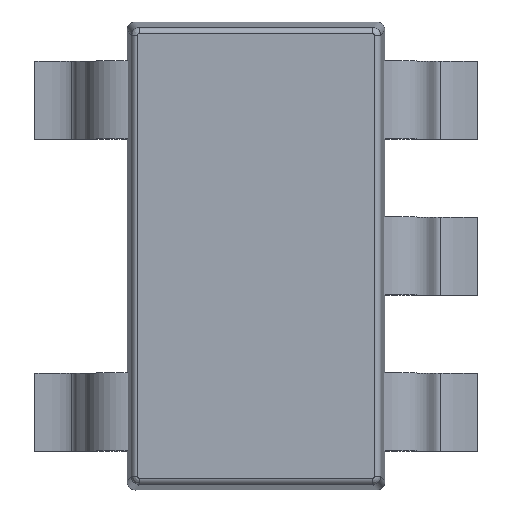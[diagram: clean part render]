
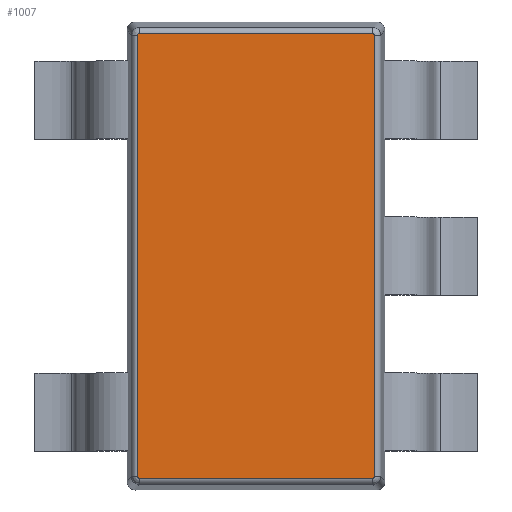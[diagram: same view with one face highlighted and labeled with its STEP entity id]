
A CAD part, top view. The second image highlights one B-rep face of the part: STEP entity #1007.
In plain terms, the highlighted planar face has unit normal (0, 0, 1).
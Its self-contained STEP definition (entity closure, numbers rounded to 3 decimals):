
#64=ELLIPSE('',#1096,0.011,0.01);
#65=ELLIPSE('',#1097,0.011,0.01);
#66=ELLIPSE('',#1098,0.011,0.01);
#67=ELLIPSE('',#1099,0.011,0.01);
#146=FACE_OUTER_BOUND('',#215,.T.);
#215=EDGE_LOOP('',(#731,#732,#733,#734,#735,#736,#737,#738));
#296=LINE('',#1560,#377);
#297=LINE('',#1564,#378);
#298=LINE('',#1568,#379);
#299=LINE('',#1572,#380);
#377=VECTOR('',#1213,10.);
#378=VECTOR('',#1216,10.);
#379=VECTOR('',#1219,10.);
#380=VECTOR('',#1222,10.);
#454=VERTEX_POINT('',#1558);
#455=VERTEX_POINT('',#1559);
#456=VERTEX_POINT('',#1561);
#457=VERTEX_POINT('',#1563);
#458=VERTEX_POINT('',#1565);
#459=VERTEX_POINT('',#1567);
#460=VERTEX_POINT('',#1569);
#461=VERTEX_POINT('',#1571);
#560=EDGE_CURVE('',#454,#455,#296,.T.);
#561=EDGE_CURVE('',#455,#456,#64,.T.);
#562=EDGE_CURVE('',#456,#457,#297,.T.);
#563=EDGE_CURVE('',#457,#458,#65,.T.);
#564=EDGE_CURVE('',#459,#458,#298,.T.);
#565=EDGE_CURVE('',#459,#460,#66,.T.);
#566=EDGE_CURVE('',#460,#461,#299,.T.);
#567=EDGE_CURVE('',#461,#454,#67,.T.);
#731=ORIENTED_EDGE('',*,*,#560,.T.);
#732=ORIENTED_EDGE('',*,*,#561,.T.);
#733=ORIENTED_EDGE('',*,*,#562,.T.);
#734=ORIENTED_EDGE('',*,*,#563,.T.);
#735=ORIENTED_EDGE('',*,*,#564,.F.);
#736=ORIENTED_EDGE('',*,*,#565,.T.);
#737=ORIENTED_EDGE('',*,*,#566,.T.);
#738=ORIENTED_EDGE('',*,*,#567,.T.);
#969=PLANE('',#1095);
#1007=ADVANCED_FACE('',(#146),#969,.T.);
#1095=AXIS2_PLACEMENT_3D('',#1557,#1211,#1212);
#1096=AXIS2_PLACEMENT_3D('',#1562,#1214,#1215);
#1097=AXIS2_PLACEMENT_3D('',#1566,#1217,#1218);
#1098=AXIS2_PLACEMENT_3D('',#1570,#1220,#1221);
#1099=AXIS2_PLACEMENT_3D('',#1573,#1223,#1224);
#1211=DIRECTION('center_axis',(0.,0.,1.));
#1212=DIRECTION('ref_axis',(-1.,0.,0.));
#1213=DIRECTION('',(0.,-1.,0.));
#1214=DIRECTION('center_axis',(0.,0.,
1.));
#1215=DIRECTION('ref_axis',(-0.681,-0.732,0.));
#1216=DIRECTION('',(1.,0.,0.));
#1217=DIRECTION('center_axis',(0.,0.,
1.));
#1218=DIRECTION('ref_axis',(0.681,-0.732,0.));
#1219=DIRECTION('',(0.,-1.,0.));
#1220=DIRECTION('center_axis',(0.,0.,
1.));
#1221=DIRECTION('ref_axis',(-0.681,-0.732,0.));
#1222=DIRECTION('',(-1.,0.,0.));
#1223=DIRECTION('center_axis',(0.,0.,
1.));
#1224=DIRECTION('ref_axis',(0.681,-0.732,0.));
#1557=CARTESIAN_POINT('Origin',(-0.797,-1.5,1.185));
#1558=CARTESIAN_POINT('',(-0.759,1.414,1.185));
#1559=CARTESIAN_POINT('',(-0.759,-1.414,1.185));
#1560=CARTESIAN_POINT('',(-0.759,1.414,1.185));
#1561=CARTESIAN_POINT('',(-0.749,-1.424,1.185));
#1562=CARTESIAN_POINT('Origin',(-0.749,-1.414,1.185));
#1563=CARTESIAN_POINT('',(0.749,-1.424,1.185));
#1564=CARTESIAN_POINT('',(-0.749,-1.424,1.185));
#1565=CARTESIAN_POINT('',(0.759,-1.414,1.185));
#1566=CARTESIAN_POINT('Origin',(0.749,-1.414,1.185));
#1567=CARTESIAN_POINT('',(0.759,1.414,1.185));
#1568=CARTESIAN_POINT('',(0.759,1.414,1.185));
#1569=CARTESIAN_POINT('',(0.749,1.424,1.185));
#1570=CARTESIAN_POINT('Origin',(0.749,1.414,1.185));
#1571=CARTESIAN_POINT('',(-0.749,1.424,1.185));
#1572=CARTESIAN_POINT('',(0.749,1.424,1.185));
#1573=CARTESIAN_POINT('Origin',(-0.749,1.414,1.185));
